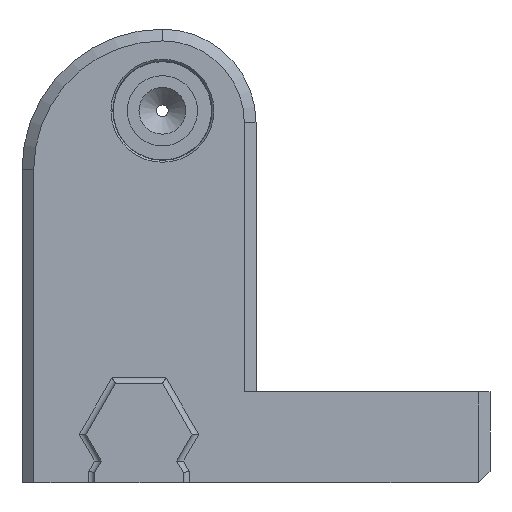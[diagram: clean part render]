
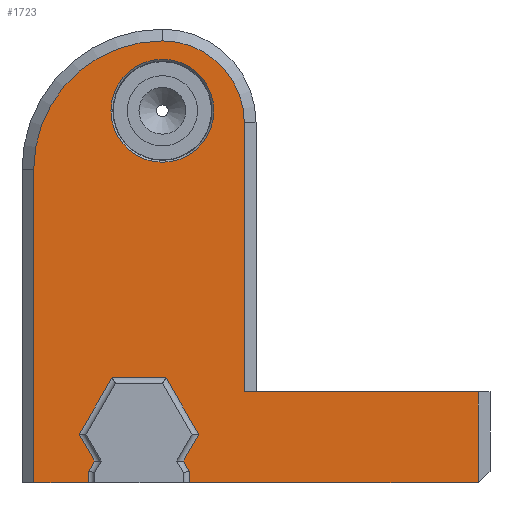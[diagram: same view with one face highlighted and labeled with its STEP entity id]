
A CAD part, front view. The second image highlights one B-rep face of the part: STEP entity #1723.
In plain terms, the highlighted planar face has unit normal (0, -1, 0).
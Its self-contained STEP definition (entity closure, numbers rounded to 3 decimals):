
#69=FACE_BOUND('',#656,.T.);
#101=PLANE('',#1888);
#147=LINE('',#2584,#320);
#150=LINE('',#2589,#323);
#152=LINE('',#2593,#325);
#154=LINE('',#2597,#327);
#156=LINE('',#2601,#329);
#158=LINE('',#2605,#331);
#160=LINE('',#2609,#333);
#162=LINE('',#2613,#335);
#164=LINE('',#2617,#337);
#184=LINE('',#2695,#357);
#197=LINE('',#2723,#370);
#255=LINE('',#2854,#428);
#257=LINE('',#2861,#430);
#258=LINE('',#2864,#431);
#259=LINE('',#2869,#432);
#320=VECTOR('',#2062,10.);
#323=VECTOR('',#2067,10.);
#325=VECTOR('',#2071,10.);
#327=VECTOR('',#2075,10.);
#329=VECTOR('',#2079,10.);
#331=VECTOR('',#2083,10.);
#333=VECTOR('',#2087,10.);
#335=VECTOR('',#2091,10.);
#337=VECTOR('',#2095,10.);
#357=VECTOR('',#2173,10.);
#370=VECTOR('',#2190,10.);
#428=VECTOR('',#2298,10.);
#430=VECTOR('',#2306,10.);
#431=VECTOR('',#2309,10.);
#432=VECTOR('',#2314,10.);
#550=FACE_OUTER_BOUND('',#655,.T.);
#655=EDGE_LOOP('',(#1469,#1470,#1471,#1472,#1473,#1474,#1475,#1476,#1477,
#1478,#1479,#1480,#1481,#1482,#1483,#1484,#1485));
#656=EDGE_LOOP('',(#1486));
#727=CIRCLE('',#1889,7.);
#728=CIRCLE('',#1890,11.);
#729=CIRCLE('',#1891,4.4);
#788=VERTEX_POINT('',#2581);
#789=VERTEX_POINT('',#2583);
#790=VERTEX_POINT('',#2587);
#791=VERTEX_POINT('',#2591);
#792=VERTEX_POINT('',#2595);
#793=VERTEX_POINT('',#2599);
#794=VERTEX_POINT('',#2603);
#795=VERTEX_POINT('',#2607);
#796=VERTEX_POINT('',#2611);
#797=VERTEX_POINT('',#2615);
#826=VERTEX_POINT('',#2694);
#839=VERTEX_POINT('',#2721);
#886=VERTEX_POINT('',#2851);
#887=VERTEX_POINT('',#2853);
#890=VERTEX_POINT('',#2863);
#891=VERTEX_POINT('',#2865);
#892=VERTEX_POINT('',#2867);
#893=VERTEX_POINT('',#2870);
#963=EDGE_CURVE('',#788,#789,#147,.T.);
#966=EDGE_CURVE('',#788,#790,#150,.T.);
#968=EDGE_CURVE('',#791,#790,#152,.T.);
#970=EDGE_CURVE('',#791,#792,#154,.T.);
#972=EDGE_CURVE('',#793,#792,#156,.T.);
#974=EDGE_CURVE('',#794,#793,#158,.T.);
#976=EDGE_CURVE('',#795,#794,#160,.T.);
#978=EDGE_CURVE('',#795,#796,#162,.T.);
#980=EDGE_CURVE('',#796,#797,#164,.T.);
#1018=EDGE_CURVE('',#826,#789,#184,.T.);
#1033=EDGE_CURVE('',#797,#839,#197,.T.);
#1101=EDGE_CURVE('',#887,#886,#255,.T.);
#1105=EDGE_CURVE('',#839,#887,#257,.T.);
#1106=EDGE_CURVE('',#886,#890,#258,.T.);
#1107=EDGE_CURVE('',#890,#891,#727,.T.);
#1108=EDGE_CURVE('',#891,#892,#728,.T.);
#1109=EDGE_CURVE('',#892,#826,#259,.T.);
#1110=EDGE_CURVE('',#893,#893,#729,.T.);
#1469=ORIENTED_EDGE('',*,*,#1105,.T.);
#1470=ORIENTED_EDGE('',*,*,#1101,.T.);
#1471=ORIENTED_EDGE('',*,*,#1106,.T.);
#1472=ORIENTED_EDGE('',*,*,#1107,.T.);
#1473=ORIENTED_EDGE('',*,*,#1108,.T.);
#1474=ORIENTED_EDGE('',*,*,#1109,.T.);
#1475=ORIENTED_EDGE('',*,*,#1018,.T.);
#1476=ORIENTED_EDGE('',*,*,#963,.F.);
#1477=ORIENTED_EDGE('',*,*,#966,.T.);
#1478=ORIENTED_EDGE('',*,*,#968,.F.);
#1479=ORIENTED_EDGE('',*,*,#970,.T.);
#1480=ORIENTED_EDGE('',*,*,#972,.F.);
#1481=ORIENTED_EDGE('',*,*,#974,.F.);
#1482=ORIENTED_EDGE('',*,*,#976,.F.);
#1483=ORIENTED_EDGE('',*,*,#978,.T.);
#1484=ORIENTED_EDGE('',*,*,#980,.T.);
#1485=ORIENTED_EDGE('',*,*,#1033,.T.);
#1486=ORIENTED_EDGE('',*,*,#1110,.T.);
#1723=ADVANCED_FACE('',(#550,#69),#101,.F.);
#1888=AXIS2_PLACEMENT_3D('',#2862,#2307,#2308);
#1889=AXIS2_PLACEMENT_3D('',#2866,#2310,#2311);
#1890=AXIS2_PLACEMENT_3D('',#2868,#2312,#2313);
#1891=AXIS2_PLACEMENT_3D('',#2871,#2315,#2316);
#2062=DIRECTION('',(0.,0.,-1.));
#2067=DIRECTION('',(0.5,0.,0.866));
#2071=DIRECTION('',(0.5,0.,-0.866));
#2075=DIRECTION('',(0.5,0.,0.866));
#2079=DIRECTION('',(-1.,0.,0.));
#2083=DIRECTION('',(-0.5,0.,0.866));
#2087=DIRECTION('',(0.5,0.,0.866));
#2091=DIRECTION('',(0.5,0.,-0.866));
#2095=DIRECTION('',(0.,0.,-1.));
#2173=DIRECTION('',(1.,0.,0.));
#2190=DIRECTION('',(1.,0.,0.));
#2298=DIRECTION('',(-1.,0.,0.));
#2306=DIRECTION('',(0.,0.,1.));
#2307=DIRECTION('center_axis',(0.,1.,0.));
#2308=DIRECTION('ref_axis',(-1.,0.,0.));
#2309=DIRECTION('',(0.,0.,1.));
#2310=DIRECTION('center_axis',(0.,-1.,0.));
#2311=DIRECTION('ref_axis',(0.707,0.,0.707));
#2312=DIRECTION('center_axis',(0.,-1.,0.));
#2313=DIRECTION('ref_axis',(-0.707,0.,0.707));
#2314=DIRECTION('',(0.,0.,-1.));
#2315=DIRECTION('center_axis',(0.,1.,0.));
#2316=DIRECTION('ref_axis',(1.,0.,0.));
#2581=CARTESIAN_POINT('',(-4.3,-27.25,1.));
#2583=CARTESIAN_POINT('',(-4.3,-27.25,0.));
#2584=CARTESIAN_POINT('',(-4.3,-27.25,1.));
#2587=CARTESIAN_POINT('',(-3.8,-27.25,1.866));
#2589=CARTESIAN_POINT('',(0.113,-27.25,8.643));
#2591=CARTESIAN_POINT('',(-5.109,-27.25,4.134));
#2593=CARTESIAN_POINT('',(0.862,-27.25,-6.21));
#2595=CARTESIAN_POINT('',(-2.3,-27.25,9.));
#2597=CARTESIAN_POINT('',(-1.274,-27.25,10.777));
#2599=CARTESIAN_POINT('',(2.3,-27.25,9.));
#2601=CARTESIAN_POINT('',(13.85,-27.25,9.));
#2603=CARTESIAN_POINT('',(5.109,-27.25,4.134));
#2605=CARTESIAN_POINT('',(7.495,-27.25,0.003));
#2607=CARTESIAN_POINT('',(3.8,-27.25,1.866));
#2609=CARTESIAN_POINT('',(7.792,-27.25,8.781));
#2611=CARTESIAN_POINT('',(4.3,-27.25,1.));
#2613=CARTESIAN_POINT('',(7.388,-27.25,-4.348));
#2615=CARTESIAN_POINT('',(4.3,-27.25,0.));
#2617=CARTESIAN_POINT('',(4.3,-27.25,1.));
#2694=CARTESIAN_POINT('',(-9.,-27.25,0.));
#2695=CARTESIAN_POINT('',(10.,-27.25,0.));
#2721=CARTESIAN_POINT('',(29.,-27.25,0.));
#2723=CARTESIAN_POINT('',(10.,-27.25,0.));
#2851=CARTESIAN_POINT('',(9.,-27.25,7.775));
#2853=CARTESIAN_POINT('',(29.,-27.25,7.775));
#2854=CARTESIAN_POINT('',(10.,-27.25,7.775));
#2861=CARTESIAN_POINT('',(29.,-27.25,1.));
#2862=CARTESIAN_POINT('Origin',(30.,-27.25,1.));
#2863=CARTESIAN_POINT('',(9.,-27.25,30.775));
#2864=CARTESIAN_POINT('',(9.,-27.25,1.));
#2865=CARTESIAN_POINT('',(2.,-27.25,37.775));
#2866=CARTESIAN_POINT('Origin',(2.,-27.25,30.775));
#2867=CARTESIAN_POINT('',(-9.,-27.25,26.775));
#2868=CARTESIAN_POINT('Origin',(2.,-27.25,26.775));
#2869=CARTESIAN_POINT('',(-9.,-27.25,1.));
#2870=CARTESIAN_POINT('',(-2.4,-27.25,31.8));
#2871=CARTESIAN_POINT('Origin',(2.,-27.25,31.8));
